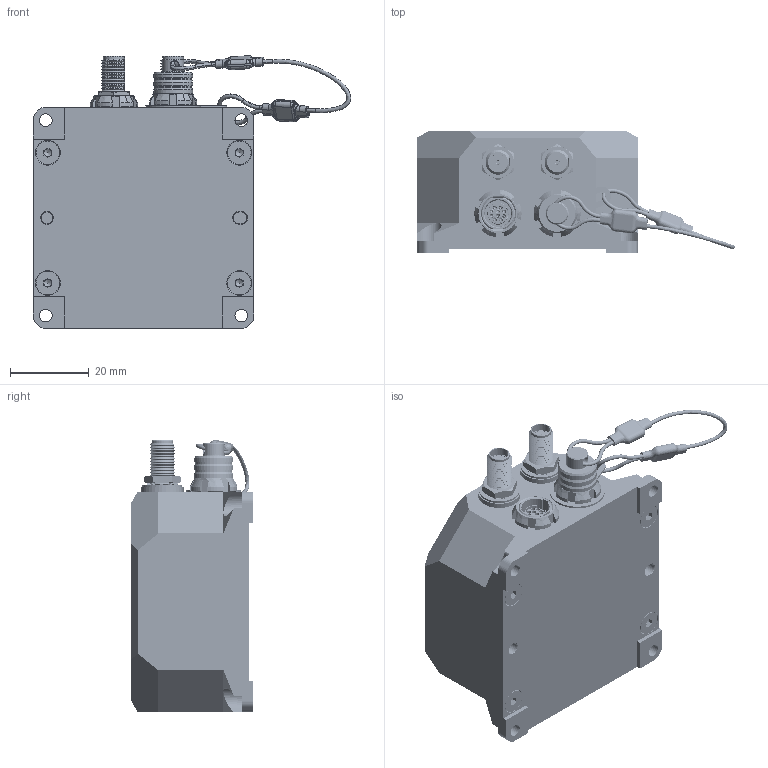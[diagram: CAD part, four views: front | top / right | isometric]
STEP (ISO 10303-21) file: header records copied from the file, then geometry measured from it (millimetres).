
FILE_DESCRIPTION(/* description */ (''),/* implementation_level */ '2;1');
FILE_NAME(/* name */ 'VN-310_Assembly_Rev2_HW3.stp',/* time_stamp */ '2021-05-04T12:05:03-05:00',/* author */ ('Chris'),/* organization */ (''),/* preprocessor_version */ 'ST-DEVELOPER v18.1',/* originating_system */ 'Autodesk Inventor 2021',/* authorisation */ '');
FILE_SCHEMA (('AUTOMOTIVE_DESIGN { 1 0 10303 214 3 1 1 }'));
Products named in the file (18): VN-310_Assembly_Rev2_HW3; CaseBottom Assembly_Rev2; Case_Bottom_Rev2; Fisher_UR02W07_F010P_BK1; Part12; Part14; fc_ucr07p_1a1_a095_03; Fisher_Nut_M9x0p5; Part17; fc_metal_cap_s_102_black_01; fc_ucr07p_1a1_a095_02_single; FischerLanyard; SFB3-20; Case Top VN310_Rev2; SMA_REV1; RSP-203344-02-END1; SMA_O-Ring; D_Sleeve
Assembly tree (25 placements, depth 4):
  VN-310_Assembly_Rev2_HW3
    CaseBottom Assembly_Rev2
      Case_Bottom_Rev2
      Fisher_UR02W07_F010P_BK1  x2
        Part12
        Part14
      fc_ucr07p_1a1_a095_03
      Fisher_Nut_M9x0p5  x2
        Part17
      fc_metal_cap_s_102_black_01
      fc_ucr07p_1a1_a095_02_single  x2
      FischerLanyard
      SFB3-20  x4
    Case Top VN310_Rev2
    SMA_REV1  x2
      RSP-203344-02-END1
      SMA_O-Ring
    D_Sleeve  x2
Bounding box: 80.59 x 31 x 69.14 mm (x, y, z)
Volume: 36394.4 mm3; surface area: 37300.6 mm2
Topology: 25 solids, 29 shells, 3293 faces, 8876 edges, 5713 vertices
Faces by surface type: plane 1183, cylinder 1046, cone 509, bspline 489, torus 34, sphere 32
Full cylindrical faces by diameter (mm): 0.96 x2, 1.13 x2, 1.27 x2, 1.63 x4, 2.013 x8, 2.2 x1, 2.3 x2, 2.459 x4, 3 x4, 3.01 x1, 3.2 x8, 4.05 x2, 4.1 x2, 4.5 x8, 4.63 x2, 5.35 x2, 5.5 x1, 6 x4, 6.071 x2, 6.3 x4, 7.07 x3, 7.3 x1, 8.7 x1, 9 x1, 9.3 x2, 9.423 x2, 9.9 x3, 10.15 x2, 10.795 x2
Entity records: 75935 total; most frequent: CARTESIAN_POINT 25988, ORIENTED_EDGE 10636, DIRECTION 9548, EDGE_CURVE 5318, AXIS2_PLACEMENT_3D 3596, VERTEX_POINT 3440, LINE 2356, VECTOR 2356
